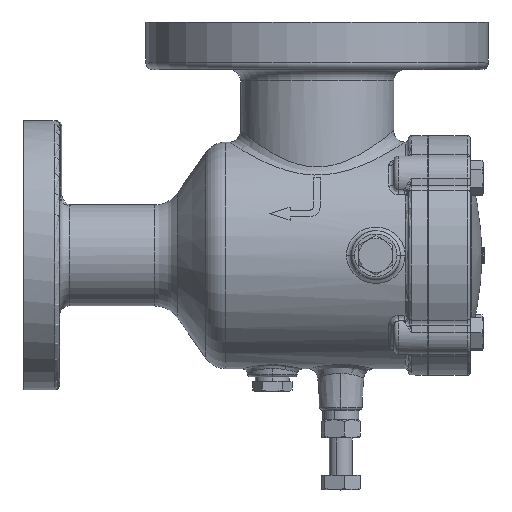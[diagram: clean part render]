
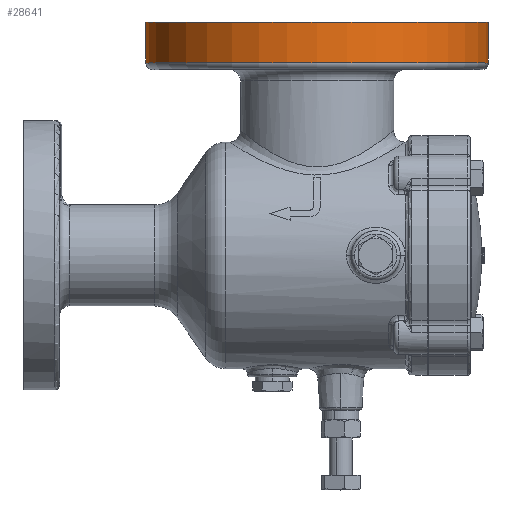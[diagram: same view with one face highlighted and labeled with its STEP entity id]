
A CAD part, top view. The second image highlights one B-rep face of the part: STEP entity #28641.
In plain terms, the highlighted cylindrical face has radius 105 mm (diameter 210 mm), a partial arc.
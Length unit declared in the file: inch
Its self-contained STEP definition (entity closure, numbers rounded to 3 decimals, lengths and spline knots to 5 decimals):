
#1717 = DIRECTION ( 'NONE',  ( 0., 1., 0. ) ) ;
#1765 = EDGE_CURVE ( 'NONE', #13817, #24329, #24148, .T. ) ;
#3117 = CARTESIAN_POINT ( 'NONE',  ( 0., 5.62992, 0. ) ) ;
#4968 = DIRECTION ( 'NONE',  ( 0., 1., 0. ) ) ;
#5179 = CARTESIAN_POINT ( 'NONE',  ( 0., 5.62992, 0. ) ) ;
#5429 = LINE ( 'NONE', #27900, #13185 ) ;
#6098 = CARTESIAN_POINT ( 'NONE',  ( -4.13386, 5.62992, 0. ) ) ;
#6596 = VECTOR ( 'NONE', #10388, 39.37008 ) ;
#8531 = DIRECTION ( 'NONE',  ( -1., 0., 0. ) ) ;
#9415 = AXIS2_PLACEMENT_3D ( 'NONE', #24725, #4968, #28005 ) ;
#9425 = ORIENTED_EDGE ( 'NONE', *, *, #38102, .F. ) ;
#10388 = DIRECTION ( 'NONE',  ( 0., 1., 0. ) ) ;
#13185 = VECTOR ( 'NONE', #1717, 39.37008 ) ;
#13548 = CARTESIAN_POINT ( 'NONE',  ( 4.13386, 5.62992, 0. ) ) ;
#13817 = VERTEX_POINT ( 'NONE', #36044 ) ;
#14200 = VERTEX_POINT ( 'NONE', #18442 ) ;
#14898 = AXIS2_PLACEMENT_3D ( 'NONE', #3117, #16282, #19735 ) ;
#15592 = AXIS2_PLACEMENT_3D ( 'NONE', #5179, #28219, #8531 ) ;
#16282 = DIRECTION ( 'NONE',  ( 0., 1., 0. ) ) ;
#16833 = VERTEX_POINT ( 'NONE', #6098 ) ;
#16855 = ORIENTED_EDGE ( 'NONE', *, *, #23870, .T. ) ;
#18439 = ORIENTED_EDGE ( 'NONE', *, *, #1765, .T. ) ;
#18442 = CARTESIAN_POINT ( 'NONE',  ( -4.13386, 4.64567, 0. ) ) ;
#19735 = DIRECTION ( 'NONE',  ( -1., 0., 0. ) ) ;
#23870 = EDGE_CURVE ( 'NONE', #14200, #13817, #41260, .T. ) ;
#24148 = LINE ( 'NONE', #13548, #6596 ) ;
#24329 = VERTEX_POINT ( 'NONE', #31255 ) ;
#24725 = CARTESIAN_POINT ( 'NONE',  ( 0., 4.64567, 0. ) ) ;
#26580 = ORIENTED_EDGE ( 'NONE', *, *, #42569, .F. ) ;
#27765 = CYLINDRICAL_SURFACE ( 'NONE', #14898, 4.13386 ) ;
#27900 = CARTESIAN_POINT ( 'NONE',  ( -4.13386, 5.62992, 0. ) ) ;
#28005 = DIRECTION ( 'NONE',  ( -1., 0., 0. ) ) ;
#28219 = DIRECTION ( 'NONE',  ( 0., 1., 0. ) ) ;
#28641 = ADVANCED_FACE ( 'NONE', ( #40679 ), #27765, .T. ) ;
#31255 = CARTESIAN_POINT ( 'NONE',  ( 4.13386, 5.62992, 0. ) ) ;
#33170 = CIRCLE ( 'NONE', #15592, 4.13386 ) ;
#36044 = CARTESIAN_POINT ( 'NONE',  ( 4.13386, 4.64567, 0. ) ) ;
#37333 = EDGE_LOOP ( 'NONE', ( #16855, #18439, #26580, #9425 ) ) ;
#38102 = EDGE_CURVE ( 'NONE', #14200, #16833, #5429, .T. ) ;
#40679 = FACE_OUTER_BOUND ( 'NONE', #37333, .T. ) ;
#41260 = CIRCLE ( 'NONE', #9415, 4.13386 ) ;
#42569 = EDGE_CURVE ( 'NONE', #16833, #24329, #33170, .T. ) ;
